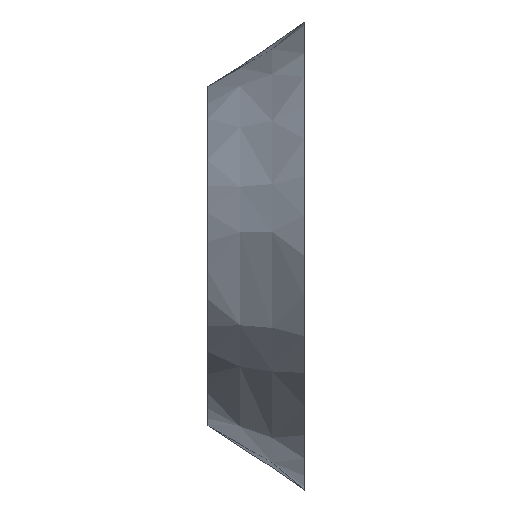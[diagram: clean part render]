
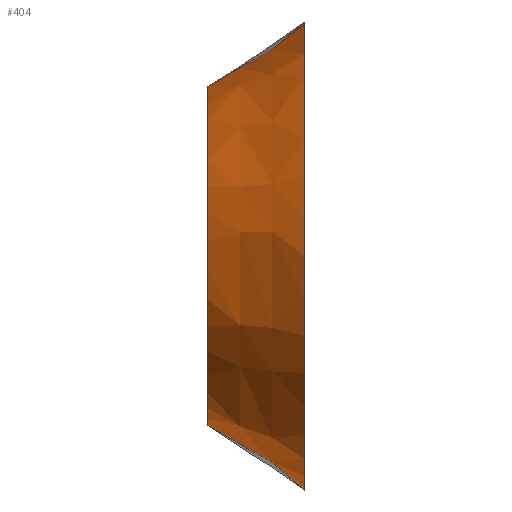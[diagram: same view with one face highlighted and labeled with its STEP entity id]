
A CAD part, left-side view. The second image highlights one B-rep face of the part: STEP entity #404.
In plain terms, the highlighted free-form (B-spline) face has degree [3, 3] with [17, 4] control points.
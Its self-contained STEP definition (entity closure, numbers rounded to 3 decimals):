
#42=CIRCLE('',#440,14.5);
#43=CIRCLE('',#441,10.5);
#69=FACE_OUTER_BOUND('',#92,.T.);
#92=EDGE_LOOP('',(#265,#266,#267,#268));
#125=B_SPLINE_CURVE_WITH_KNOTS('',3,(#600,#601,#602,#603,#604),
 .UNSPECIFIED.,.F.,.F.,(4,1,4),(-0.084,0.297,0.766),
 .UNSPECIFIED.);
#128=B_SPLINE_CURVE_WITH_KNOTS('',3,(#696,#697,#698,#699,#700),
 .UNSPECIFIED.,.F.,.F.,(4,1,4),(-0.767,-0.297,0.084),
 .UNSPECIFIED.);
#157=VERTEX_POINT('',#588);
#158=VERTEX_POINT('',#599);
#160=VERTEX_POINT('',#693);
#161=VERTEX_POINT('',#695);
#199=EDGE_CURVE('',#157,#158,#125,.T.);
#202=EDGE_CURVE('',#157,#160,#42,.T.);
#203=EDGE_CURVE('',#161,#160,#128,.T.);
#204=EDGE_CURVE('',#158,#161,#43,.T.);
#265=ORIENTED_EDGE('',*,*,#199,.F.);
#266=ORIENTED_EDGE('',*,*,#202,.T.);
#267=ORIENTED_EDGE('',*,*,#203,.F.);
#268=ORIENTED_EDGE('',*,*,#204,.F.);
#388=B_SPLINE_SURFACE_WITH_KNOTS('',3,3,((#625,#626,#627,#628),(#629,#630,
#631,#632),(#633,#634,#635,#636),(#637,#638,#639,#640),(#641,#642,#643,
#644),(#645,#646,#647,#648),(#649,#650,#651,#652),(#653,#654,#655,#656),
(#657,#658,#659,#660),(#661,#662,#663,#664),(#665,#666,#667,#668),(#669,
#670,#671,#672),(#673,#674,#675,#676),(#677,#678,#679,#680),(#681,#682,
#683,#684),(#685,#686,#687,#688),(#689,#690,#691,#692)),.UNSPECIFIED.,.F.,
 .F.,.F.,(4,1,1,1,1,1,1,1,1,1,1,1,1,1,4),(4,4),(0.02,0.088,
0.157,0.226,0.294,0.386,
0.431,0.523,0.569,0.637,
0.706,0.774,0.843,0.912,
0.98),(0.,1.),.UNSPECIFIED.);
#404=ADVANCED_FACE('',(#69),#388,.T.);
#440=AXIS2_PLACEMENT_3D('',#694,#475,#476);
#441=AXIS2_PLACEMENT_3D('',#701,#477,#478);
#475=DIRECTION('center_axis',(0.,1.,0.));
#476=DIRECTION('ref_axis',(-1.,0.,0.));
#477=DIRECTION('center_axis',(0.,1.,0.));
#478=DIRECTION('ref_axis',(1.,0.,0.));
#588=CARTESIAN_POINT('',(24.007,19.5,11.781));
#599=CARTESIAN_POINT('',(23.991,25.5,18.009));
#600=CARTESIAN_POINT('Ctrl Pts',(24.007,19.5,11.781));
#601=CARTESIAN_POINT('Ctrl Pts',(24.002,20.302,12.757));
#602=CARTESIAN_POINT('Ctrl Pts',(23.988,22.144,14.922));
#603=CARTESIAN_POINT('Ctrl Pts',(23.963,24.193,17.015));
#604=CARTESIAN_POINT('Ctrl Pts',(23.991,25.5,18.009));
#625=CARTESIAN_POINT('Ctrl Pts',(24.007,19.5,11.781));
#626=CARTESIAN_POINT('Ctrl Pts',(24.236,21.5,14.415));
#627=CARTESIAN_POINT('Ctrl Pts',(24.465,23.5,17.048));
#628=CARTESIAN_POINT('Ctrl Pts',(24.694,25.5,19.681));
#629=CARTESIAN_POINT('Ctrl Pts',(22.807,19.5,10.776));
#630=CARTESIAN_POINT('Ctrl Pts',(23.292,21.5,13.296));
#631=CARTESIAN_POINT('Ctrl Pts',(23.776,23.5,15.815));
#632=CARTESIAN_POINT('Ctrl Pts',(24.261,25.5,18.334));
#633=CARTESIAN_POINT('Ctrl Pts',(20.077,19.5,9.159));
#634=CARTESIAN_POINT('Ctrl Pts',(20.999,21.5,11.379));
#635=CARTESIAN_POINT('Ctrl Pts',(21.92,23.5,13.599));
#636=CARTESIAN_POINT('Ctrl Pts',(22.842,25.5,15.819));
#637=CARTESIAN_POINT('Ctrl Pts',(15.422,19.5,8.161));
#638=CARTESIAN_POINT('Ctrl Pts',(16.748,21.5,9.836));
#639=CARTESIAN_POINT('Ctrl Pts',(18.073,23.5,11.511));
#640=CARTESIAN_POINT('Ctrl Pts',(19.398,25.5,13.186));
#641=CARTESIAN_POINT('Ctrl Pts',(10.695,19.5,8.699));
#642=CARTESIAN_POINT('Ctrl Pts',(12.197,21.5,9.84));
#643=CARTESIAN_POINT('Ctrl Pts',(13.699,23.5,10.982));
#644=CARTESIAN_POINT('Ctrl Pts',(15.201,25.5,12.123));
#645=CARTESIAN_POINT('Ctrl Pts',(5.9,19.5,10.934));
#646=CARTESIAN_POINT('Ctrl Pts',(7.413,21.5,11.578));
#647=CARTESIAN_POINT('Ctrl Pts',(8.927,23.5,12.221));
#648=CARTESIAN_POINT('Ctrl Pts',(10.44,25.5,12.865));
#649=CARTESIAN_POINT('Ctrl Pts',(2.604,19.5,14.433));
#650=CARTESIAN_POINT('Ctrl Pts',(4.03,21.5,14.771));
#651=CARTESIAN_POINT('Ctrl Pts',(5.456,23.5,15.11));
#652=CARTESIAN_POINT('Ctrl Pts',(6.882,25.5,15.449));
#653=CARTESIAN_POINT('Ctrl Pts',(0.405,19.5,19.202));
#654=CARTESIAN_POINT('Ctrl Pts',(1.749,21.5,19.314));
#655=CARTESIAN_POINT('Ctrl Pts',(3.092,23.5,19.425));
#656=CARTESIAN_POINT('Ctrl Pts',(4.436,25.5,19.537));
#657=CARTESIAN_POINT('Ctrl Pts',(-0.055,19.5,23.449));
#658=CARTESIAN_POINT('Ctrl Pts',(1.267,21.5,23.435));
#659=CARTESIAN_POINT('Ctrl Pts',(2.59,23.5,23.423));
#660=CARTESIAN_POINT('Ctrl Pts',(3.912,25.5,23.409));
#661=CARTESIAN_POINT('Ctrl Pts',(0.96,19.5,28.065));
#662=CARTESIAN_POINT('Ctrl Pts',(2.326,21.5,27.89));
#663=CARTESIAN_POINT('Ctrl Pts',(3.691,23.5,27.715));
#664=CARTESIAN_POINT('Ctrl Pts',(5.056,25.5,27.54));
#665=CARTESIAN_POINT('Ctrl Pts',(2.934,19.5,31.806));
#666=CARTESIAN_POINT('Ctrl Pts',(4.372,21.5,31.438));
#667=CARTESIAN_POINT('Ctrl Pts',(5.811,23.5,31.071));
#668=CARTESIAN_POINT('Ctrl Pts',(7.249,25.5,30.704));
#669=CARTESIAN_POINT('Ctrl Pts',(6.382,19.5,35.088));
#670=CARTESIAN_POINT('Ctrl Pts',(7.895,21.5,34.394));
#671=CARTESIAN_POINT('Ctrl Pts',(9.408,23.5,33.7));
#672=CARTESIAN_POINT('Ctrl Pts',(10.921,25.5,33.006));
#673=CARTESIAN_POINT('Ctrl Pts',(10.694,19.5,37.102));
#674=CARTESIAN_POINT('Ctrl Pts',(12.196,21.5,35.96));
#675=CARTESIAN_POINT('Ctrl Pts',(13.698,23.5,34.819));
#676=CARTESIAN_POINT('Ctrl Pts',(15.2,25.5,33.678));
#677=CARTESIAN_POINT('Ctrl Pts',(15.423,19.5,37.639));
#678=CARTESIAN_POINT('Ctrl Pts',(16.749,21.5,35.964));
#679=CARTESIAN_POINT('Ctrl Pts',(18.074,23.5,34.289));
#680=CARTESIAN_POINT('Ctrl Pts',(19.4,25.5,32.614));
#681=CARTESIAN_POINT('Ctrl Pts',(20.077,19.5,36.641));
#682=CARTESIAN_POINT('Ctrl Pts',(20.999,21.5,34.421));
#683=CARTESIAN_POINT('Ctrl Pts',(21.92,23.5,32.201));
#684=CARTESIAN_POINT('Ctrl Pts',(22.841,25.5,29.981));
#685=CARTESIAN_POINT('Ctrl Pts',(22.807,19.5,35.024));
#686=CARTESIAN_POINT('Ctrl Pts',(23.292,21.5,32.504));
#687=CARTESIAN_POINT('Ctrl Pts',(23.776,23.5,29.985));
#688=CARTESIAN_POINT('Ctrl Pts',(24.261,25.5,27.466));
#689=CARTESIAN_POINT('Ctrl Pts',(24.007,19.5,34.019));
#690=CARTESIAN_POINT('Ctrl Pts',(24.236,21.5,31.385));
#691=CARTESIAN_POINT('Ctrl Pts',(24.465,23.5,28.752));
#692=CARTESIAN_POINT('Ctrl Pts',(24.694,25.5,26.119));
#693=CARTESIAN_POINT('',(24.007,19.5,34.019));
#694=CARTESIAN_POINT('Origin',(14.7,19.5,22.9));
#695=CARTESIAN_POINT('',(23.991,25.5,27.791));
#696=CARTESIAN_POINT('Ctrl Pts',(23.991,25.5,27.791));
#697=CARTESIAN_POINT('Ctrl Pts',(23.963,24.193,28.784));
#698=CARTESIAN_POINT('Ctrl Pts',(23.988,22.145,30.877));
#699=CARTESIAN_POINT('Ctrl Pts',(24.002,20.303,33.043));
#700=CARTESIAN_POINT('Ctrl Pts',(24.007,19.5,34.019));
#701=CARTESIAN_POINT('Origin',(14.7,25.5,22.9));
